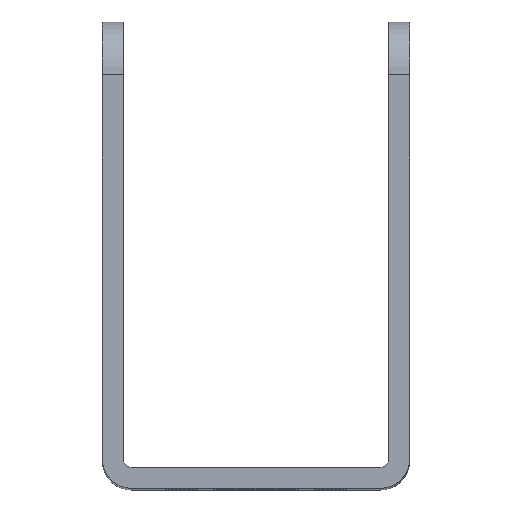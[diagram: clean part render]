
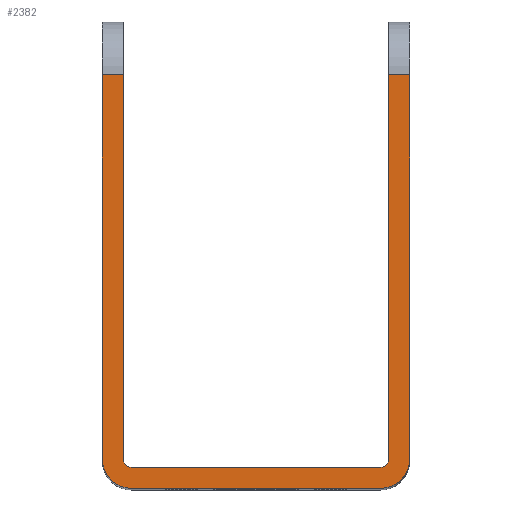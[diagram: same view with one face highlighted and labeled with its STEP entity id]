
A CAD part, top view. The second image highlights one B-rep face of the part: STEP entity #2382.
In plain terms, the highlighted planar face has unit normal (0, 0, 1).
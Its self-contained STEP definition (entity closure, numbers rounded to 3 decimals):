
#107 = ORIENTED_EDGE ( 'NONE', *, *, #3450, .T. ) ;
#111 = LINE ( 'NONE', #3356, #529 ) ;
#153 = CARTESIAN_POINT ( 'NONE',  ( 0., 0.737, 90. ) ) ;
#177 = CARTESIAN_POINT ( 'NONE',  ( 27., 0., 90. ) ) ;
#262 = ORIENTED_EDGE ( 'NONE', *, *, #2652, .T. ) ;
#288 = EDGE_CURVE ( 'NONE', #2500, #2517, #307, .T. ) ;
#307 = CIRCLE ( 'NONE', #3008, 2.737 ) ;
#346 = CARTESIAN_POINT ( 'NONE',  ( 25., 0.737, 90. ) ) ;
#383 = VECTOR ( 'NONE', #3768, 1000. ) ;
#429 = ORIENTED_EDGE ( 'NONE', *, *, #2259, .F. ) ;
#497 = CARTESIAN_POINT ( 'NONE',  ( -2., 0.737, 90. ) ) ;
#529 = VECTOR ( 'NONE', #3996, 1000. ) ;
#551 = DIRECTION ( 'NONE',  ( 0., 0., -1. ) ) ;
#552 = ORIENTED_EDGE ( 'NONE', *, *, #1639, .T. ) ;
#606 = DIRECTION ( 'NONE',  ( -1., 0., 0. ) ) ;
#633 = VERTEX_POINT ( 'NONE', #3013 ) ;
#788 = CARTESIAN_POINT ( 'NONE',  ( 0.737, 0.737, 90. ) ) ;
#823 = LINE ( 'NONE', #177, #2183 ) ;
#879 = LINE ( 'NONE', #2499, #3279 ) ;
#938 = VECTOR ( 'NONE', #3548, 1000. ) ;
#960 = VERTEX_POINT ( 'NONE', #1960 ) ;
#965 = PLANE ( 'NONE',  #4021 ) ;
#1031 = CARTESIAN_POINT ( 'NONE',  ( 24.263, 0.737, 90. ) ) ;
#1040 = ORIENTED_EDGE ( 'NONE', *, *, #288, .F. ) ;
#1173 = CARTESIAN_POINT ( 'NONE',  ( 25., -2., 90. ) ) ;
#1225 = CIRCLE ( 'NONE', #1767, 0.737 ) ;
#1267 = AXIS2_PLACEMENT_3D ( 'NONE', #1868, #2216, #606 ) ;
#1308 = VERTEX_POINT ( 'NONE', #2584 ) ;
#1353 = CARTESIAN_POINT ( 'NONE',  ( 27., 37., 90. ) ) ;
#1457 = VERTEX_POINT ( 'NONE', #3023 ) ;
#1494 = DIRECTION ( 'NONE',  ( -1., 0., 0. ) ) ;
#1535 = CIRCLE ( 'NONE', #1267, 2.737 ) ;
#1565 = DIRECTION ( 'NONE',  ( 0., -1., 0. ) ) ;
#1639 = EDGE_CURVE ( 'NONE', #2829, #2074, #4085, .T. ) ;
#1654 = ORIENTED_EDGE ( 'NONE', *, *, #3783, .T. ) ;
#1668 = ORIENTED_EDGE ( 'NONE', *, *, #3810, .F. ) ;
#1724 = EDGE_CURVE ( 'NONE', #2500, #3807, #3745, .T. ) ;
#1767 = AXIS2_PLACEMENT_3D ( 'NONE', #3222, #551, #2142 ) ;
#1812 = LINE ( 'NONE', #153, #2111 ) ;
#1823 = VERTEX_POINT ( 'NONE', #2598 ) ;
#1853 = LINE ( 'NONE', #1173, #1906 ) ;
#1868 = CARTESIAN_POINT ( 'NONE',  ( 24.263, 0.737, 90. ) ) ;
#1906 = VECTOR ( 'NONE', #2197, 1000. ) ;
#1960 = CARTESIAN_POINT ( 'NONE',  ( 0., 37., 90. ) ) ;
#2009 = ORIENTED_EDGE ( 'NONE', *, *, #3910, .F. ) ;
#2012 = ORIENTED_EDGE ( 'NONE', *, *, #3728, .T. ) ;
#2027 = CARTESIAN_POINT ( 'NONE',  ( 24.263, 0.737, 90. ) ) ;
#2051 = DIRECTION ( 'NONE',  ( 0., 0., -1. ) ) ;
#2074 = VERTEX_POINT ( 'NONE', #4197 ) ;
#2111 = VECTOR ( 'NONE', #1565, 1000. ) ;
#2139 = VERTEX_POINT ( 'NONE', #4241 ) ;
#2142 = DIRECTION ( 'NONE',  ( -1., 0., 0. ) ) ;
#2183 = VECTOR ( 'NONE', #3444, 1000. ) ;
#2197 = DIRECTION ( 'NONE',  ( 0., -1., 0. ) ) ;
#2216 = DIRECTION ( 'NONE',  ( 0., 0., -1. ) ) ;
#2259 = EDGE_CURVE ( 'NONE', #633, #3807, #1535, .T. ) ;
#2280 = EDGE_LOOP ( 'NONE', ( #1668, #2012, #1040, #2544, #429, #107, #552, #2664, #1654, #262, #4194, #2009 ) ) ;
#2382 = ADVANCED_FACE ( 'NONE', ( #3972 ), #965, .F. ) ;
#2395 = CIRCLE ( 'NONE', #3236, 0.737 ) ;
#2402 = DIRECTION ( 'NONE',  ( -1., 0., 0. ) ) ;
#2492 = DIRECTION ( 'NONE',  ( 0., 0., -1. ) ) ;
#2499 = CARTESIAN_POINT ( 'NONE',  ( -2., 0., 90. ) ) ;
#2500 = VERTEX_POINT ( 'NONE', #2785 ) ;
#2517 = VERTEX_POINT ( 'NONE', #497 ) ;
#2544 = ORIENTED_EDGE ( 'NONE', *, *, #1724, .T. ) ;
#2551 = LINE ( 'NONE', #3867, #938 ) ;
#2584 = CARTESIAN_POINT ( 'NONE',  ( 0.737, 0., 90. ) ) ;
#2598 = CARTESIAN_POINT ( 'NONE',  ( 0., 0.737, 90. ) ) ;
#2652 = EDGE_CURVE ( 'NONE', #2139, #1308, #879, .T. ) ;
#2655 = VECTOR ( 'NONE', #3155, 1000. ) ;
#2664 = ORIENTED_EDGE ( 'NONE', *, *, #3456, .T. ) ;
#2785 = CARTESIAN_POINT ( 'NONE',  ( 0.737, -2., 90. ) ) ;
#2829 = VERTEX_POINT ( 'NONE', #1353 ) ;
#2846 = CARTESIAN_POINT ( 'NONE',  ( 0., -2., 90. ) ) ;
#3008 = AXIS2_PLACEMENT_3D ( 'NONE', #788, #2492, #1494 ) ;
#3013 = CARTESIAN_POINT ( 'NONE',  ( 27., 0.737, 90. ) ) ;
#3023 = CARTESIAN_POINT ( 'NONE',  ( -2., 37., 90. ) ) ;
#3078 = EDGE_CURVE ( 'NONE', #1308, #1823, #1225, .T. ) ;
#3155 = DIRECTION ( 'NONE',  ( 1., 0., 0. ) ) ;
#3178 = CARTESIAN_POINT ( 'NONE',  ( 24.263, 37., 90. ) ) ;
#3222 = CARTESIAN_POINT ( 'NONE',  ( 0.737, 0.737, 90. ) ) ;
#3236 = AXIS2_PLACEMENT_3D ( 'NONE', #2027, #2051, #2402 ) ;
#3279 = VECTOR ( 'NONE', #3820, 1000. ) ;
#3356 = CARTESIAN_POINT ( 'NONE',  ( 24.263, 37., 90. ) ) ;
#3444 = DIRECTION ( 'NONE',  ( 0., 1., 0. ) ) ;
#3450 = EDGE_CURVE ( 'NONE', #633, #2829, #823, .T. ) ;
#3456 = EDGE_CURVE ( 'NONE', #2074, #3754, #1853, .T. ) ;
#3548 = DIRECTION ( 'NONE',  ( 0., -1., 0. ) ) ;
#3655 = CARTESIAN_POINT ( 'NONE',  ( 24.263, -2., 90. ) ) ;
#3728 = EDGE_CURVE ( 'NONE', #1457, #2517, #2551, .T. ) ;
#3745 = LINE ( 'NONE', #2846, #2655 ) ;
#3754 = VERTEX_POINT ( 'NONE', #346 ) ;
#3768 = DIRECTION ( 'NONE',  ( -1., 0., 0. ) ) ;
#3783 = EDGE_CURVE ( 'NONE', #3754, #2139, #2395, .T. ) ;
#3807 = VERTEX_POINT ( 'NONE', #3655 ) ;
#3810 = EDGE_CURVE ( 'NONE', #1457, #960, #111, .T. ) ;
#3820 = DIRECTION ( 'NONE',  ( -1., 0., 0. ) ) ;
#3867 = CARTESIAN_POINT ( 'NONE',  ( -2., 0., 90. ) ) ;
#3907 = DIRECTION ( 'NONE',  ( 0., 0., -1. ) ) ;
#3910 = EDGE_CURVE ( 'NONE', #960, #1823, #1812, .T. ) ;
#3972 = FACE_OUTER_BOUND ( 'NONE', #2280, .T. ) ;
#3996 = DIRECTION ( 'NONE',  ( 1., 0., 0. ) ) ;
#4021 = AXIS2_PLACEMENT_3D ( 'NONE', #1031, #3907, #4252 ) ;
#4085 = LINE ( 'NONE', #3178, #383 ) ;
#4194 = ORIENTED_EDGE ( 'NONE', *, *, #3078, .T. ) ;
#4197 = CARTESIAN_POINT ( 'NONE',  ( 25., 37., 90. ) ) ;
#4241 = CARTESIAN_POINT ( 'NONE',  ( 24.263, 0., 90. ) ) ;
#4252 = DIRECTION ( 'NONE',  ( -1., 0., 0. ) ) ;
